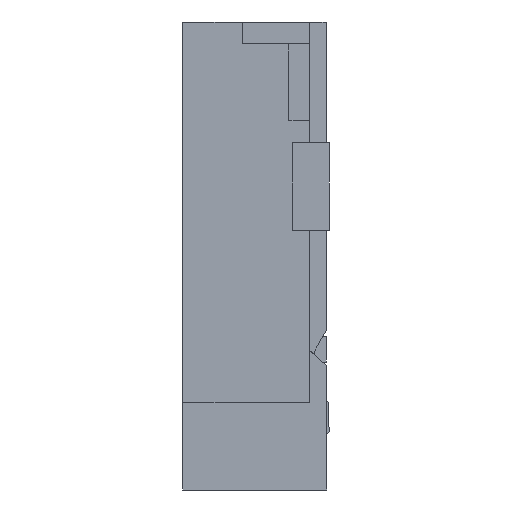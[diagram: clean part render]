
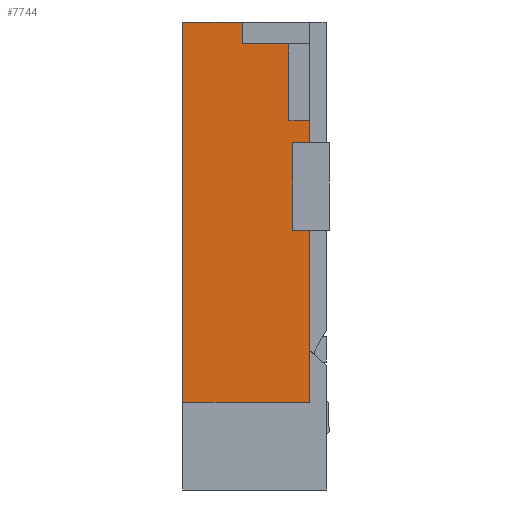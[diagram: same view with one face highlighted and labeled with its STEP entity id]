
A CAD part, left-side view. The second image highlights one B-rep face of the part: STEP entity #7744.
In plain terms, the highlighted planar face has unit normal (-1, 0, 0).
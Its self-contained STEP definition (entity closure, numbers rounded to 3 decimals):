
#16659 = CARTESIAN_POINT ( 'NONE',  ( -5.3, 2., 0. ) ) ;
#16904 = EDGE_CURVE ( 'NONE', #17280, #15644, #16034, .T. ) ;
#17280 = VERTEX_POINT ( 'NONE', #16659 ) ;
#18027 = ORIENTED_EDGE ( 'NONE', *, *, #18547, .F. ) ;
#18417 = LINE ( 'NONE', #18418, #18419 ) ;
#18418 = CARTESIAN_POINT ( 'NONE',  ( -5.3, 2., -5.2 ) ) ;
#18419 = VECTOR ( 'NONE', #18420, 1000. ) ;
#18420 = DIRECTION ( 'NONE',  ( 0., 0., 1. ) ) ;
#18547 = EDGE_CURVE ( 'NONE', #18955, #17280, #18417, .T. ) ;
#18955 = VERTEX_POINT ( 'NONE', #19060 ) ;
#19060 = CARTESIAN_POINT ( 'NONE',  ( -5.3, 2., -5.2 ) ) ;
#3038 = FACE_OUTER_BOUND ( 'NONE', #8252, .T. ) ;
#3039 = PLANE ( 'NONE',  #3040 ) ;
#3040 = AXIS2_PLACEMENT_3D ( 'NONE', #3041, #3042, #3043 ) ;
#3041 = CARTESIAN_POINT ( 'NONE',  ( -5.3, 0.27, -5.2 ) ) ;
#3042 = DIRECTION ( 'NONE',  ( -1., 0., 0. ) ) ;
#3043 = DIRECTION ( 'NONE',  ( 0., -1., 0. ) ) ;
#19673 = ORIENTED_EDGE ( 'NONE', *, *, #20242, .T. ) ;
#20242 = EDGE_CURVE ( 'NONE', #18955, #15985, #20979, .T. ) ;
#20979 = LINE ( 'NONE', #20980, #20981 ) ;
#20980 = CARTESIAN_POINT ( 'NONE',  ( -5.3, 0.27, -5.2 ) ) ;
#20981 = VECTOR ( 'NONE', #20982, 1000. ) ;
#20982 = DIRECTION ( 'NONE',  ( 0., -1., 0. ) ) ;
#7530 = LINE ( 'NONE', #7531, #7542 ) ;
#7531 = CARTESIAN_POINT ( 'NONE',  ( -5.3, 0.27, -1.35 ) ) ;
#7542 = VECTOR ( 'NONE', #7543, 1000. ) ;
#7543 = DIRECTION ( 'NONE',  ( 0., 1., 0. ) ) ;
#7744 = ADVANCED_FACE ( 'NONE', ( #3038 ), #3039, .T. ) ;
#7953 = CARTESIAN_POINT ( 'NONE',  ( -5.3, 0.55, -1.35 ) ) ;
#8252 = EDGE_LOOP ( 'NONE', ( #8970, #9961, #11546, #13096, #14705, #16342, #18027, #19673 ) ) ;
#8970 = ORIENTED_EDGE ( 'NONE', *, *, #15580, .T. ) ;
#9464 = LINE ( 'NONE', #9465, #9466 ) ;
#9465 = CARTESIAN_POINT ( 'NONE',  ( -5.3, 0.55, -0.3 ) ) ;
#9466 = VECTOR ( 'NONE', #9467, 1000. ) ;
#9467 = DIRECTION ( 'NONE',  ( 0., 0., 1. ) ) ;
#9923 = CARTESIAN_POINT ( 'NONE',  ( -5.3, 0.55, -0.3 ) ) ;
#9961 = ORIENTED_EDGE ( 'NONE', *, *, #10495, .T. ) ;
#10495 = EDGE_CURVE ( 'NONE', #14307, #10835, #7530, .T. ) ;
#10835 = VERTEX_POINT ( 'NONE', #7953 ) ;
#11546 = ORIENTED_EDGE ( 'NONE', *, *, #12040, .T. ) ;
#11596 = LINE ( 'NONE', #11597, #11598 ) ;
#11597 = CARTESIAN_POINT ( 'NONE',  ( -5.3, 0.27, -0.3 ) ) ;
#11598 = VECTOR ( 'NONE', #11599, 1000. ) ;
#11599 = DIRECTION ( 'NONE',  ( 0., 1., 0. ) ) ;
#12028 = CARTESIAN_POINT ( 'NONE',  ( -5.3, 1.19, -0.3 ) ) ;
#12040 = EDGE_CURVE ( 'NONE', #10835, #12417, #9464, .T. ) ;
#12417 = VERTEX_POINT ( 'NONE', #9923 ) ;
#12434 = CARTESIAN_POINT ( 'NONE',  ( -5.3, 0.27, -1.35 ) ) ;
#13096 = ORIENTED_EDGE ( 'NONE', *, *, #13635, .T. ) ;
#13635 = EDGE_CURVE ( 'NONE', #12417, #13985, #11596, .T. ) ;
#13715 = LINE ( 'NONE', #13716, #13717 ) ;
#13716 = CARTESIAN_POINT ( 'NONE',  ( -5.3, 1.19, -0.3 ) ) ;
#13717 = VECTOR ( 'NONE', #13718, 1000. ) ;
#13718 = DIRECTION ( 'NONE',  ( 0., 0., 1. ) ) ;
#13985 = VERTEX_POINT ( 'NONE', #12028 ) ;
#14248 = LINE ( 'NONE', #14249, #14250 ) ;
#14249 = CARTESIAN_POINT ( 'NONE',  ( -5.3, 0.27, -5.2 ) ) ;
#14250 = VECTOR ( 'NONE', #14251, 1000. ) ;
#14251 = DIRECTION ( 'NONE',  ( 0., 0., 1. ) ) ;
#14307 = VERTEX_POINT ( 'NONE', #12434 ) ;
#14330 = CARTESIAN_POINT ( 'NONE',  ( -5.3, 1.19, 0. ) ) ;
#14705 = ORIENTED_EDGE ( 'NONE', *, *, #15239, .T. ) ;
#14786 = CARTESIAN_POINT ( 'NONE',  ( -5.3, 0.27, -5.2 ) ) ;
#15239 = EDGE_CURVE ( 'NONE', #13985, #15644, #13715, .T. ) ;
#15580 = EDGE_CURVE ( 'NONE', #15985, #14307, #14248, .T. ) ;
#15644 = VERTEX_POINT ( 'NONE', #14330 ) ;
#15985 = VERTEX_POINT ( 'NONE', #14786 ) ;
#16034 = LINE ( 'NONE', #16035, #16036 ) ;
#16035 = CARTESIAN_POINT ( 'NONE',  ( -5.3, 0.27, 0. ) ) ;
#16036 = VECTOR ( 'NONE', #16037, 1000. ) ;
#16037 = DIRECTION ( 'NONE',  ( 0., -1., 0. ) ) ;
#16342 = ORIENTED_EDGE ( 'NONE', *, *, #16904, .F. ) ;
